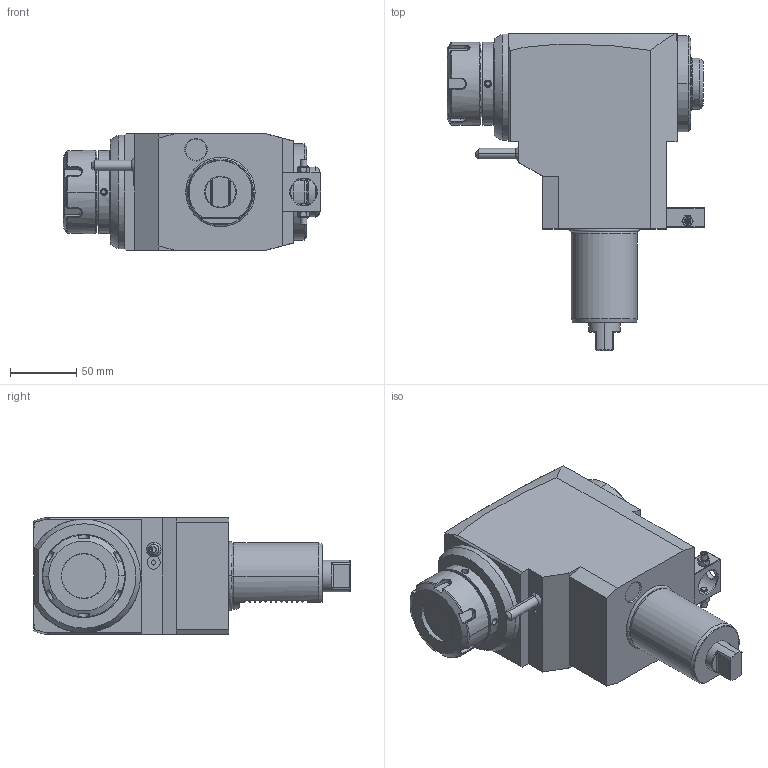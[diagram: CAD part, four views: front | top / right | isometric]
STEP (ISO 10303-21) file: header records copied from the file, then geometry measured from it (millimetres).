
FILE_DESCRIPTION((''),'2;1');
FILE_NAME('NGT1_50_221_40_3_2_110B','2023-04-07T',('vali'),('NOVA GRUP'),'PRO/ENGINEER BY PARAMETRIC TECHNOLOGY CORPORATION, 2010280','PRO/ENGINEER BY PARAMETRIC TECHNOLOGY CORPORATION, 2010280','');
FILE_SCHEMA(('CONFIG_CONTROL_DESIGN'));
Length unit declared in the file: millimetre
Products named in the file (1): NGT1_50_221_40_3_2_110B
Bounding box: 195.1 x 240 x 88 mm (x, y, z)
Volume: 1844182.4 mm3; surface area: 115335.2 mm2
Topology: 1 solids, 1 shells, 437 faces, 1092 edges, 668 vertices
Faces by surface type: plane 210, cylinder 102, cone 70, bspline 40, torus 11, extrusion 2, sphere 2
Entity records: 19133 total; most frequent: CARTESIAN_POINT 9436, ORIENTED_EDGE 2152, DIRECTION 1728, EDGE_CURVE 1076, VERTEX_POINT 668, AXIS2_PLACEMENT_3D 593, VECTOR 542, LINE 540
